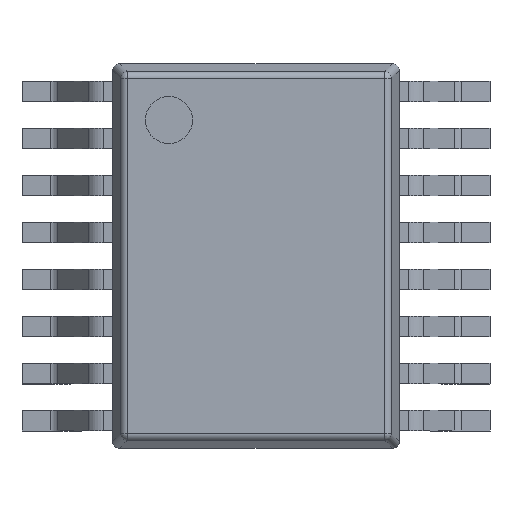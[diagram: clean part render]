
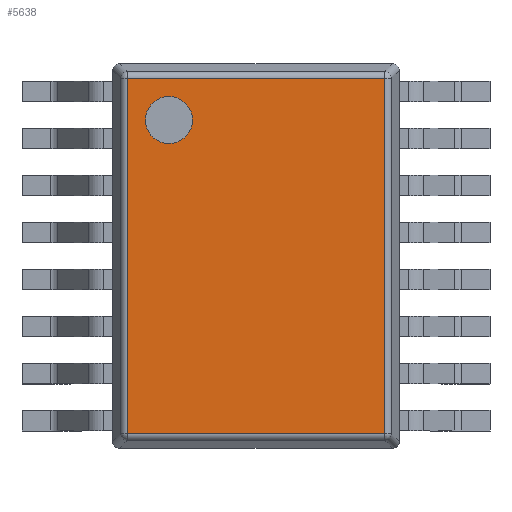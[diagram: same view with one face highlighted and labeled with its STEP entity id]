
A CAD part, top view. The second image highlights one B-rep face of the part: STEP entity #5638.
In plain terms, the highlighted planar face has unit normal (0, 0, 1).
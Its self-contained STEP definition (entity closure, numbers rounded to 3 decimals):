
#15=FACE_BOUND('',#765,.T.);
#194=PLANE('',#6105);
#474=FACE_OUTER_BOUND('',#764,.T.);
#764=EDGE_LOOP('',(#4618,#4619,#4620,#4621));
#765=EDGE_LOOP('',(#4622));
#1320=LINE('',#8997,#1973);
#1322=LINE('',#9005,#1975);
#1324=LINE('',#9015,#1977);
#1326=LINE('',#9024,#1979);
#1973=VECTOR('',#7270,10.);
#1975=VECTOR('',#7278,10.);
#1977=VECTOR('',#7290,10.);
#1979=VECTOR('',#7302,10.);
#2351=CIRCLE('',#6106,0.25);
#2787=VERTEX_POINT('',#8994);
#2788=VERTEX_POINT('',#8996);
#2791=VERTEX_POINT('',#9004);
#2794=VERTEX_POINT('',#9014);
#2823=VERTEX_POINT('',#9099);
#3473=EDGE_CURVE('',#2787,#2788,#1320,.T.);
#3477=EDGE_CURVE('',#2788,#2791,#1322,.T.);
#3482=EDGE_CURVE('',#2791,#2794,#1324,.T.);
#3487=EDGE_CURVE('',#2794,#2787,#1326,.T.);
#3529=EDGE_CURVE('',#2823,#2823,#2351,.T.);
#4618=ORIENTED_EDGE('',*,*,#3473,.F.);
#4619=ORIENTED_EDGE('',*,*,#3487,.F.);
#4620=ORIENTED_EDGE('',*,*,#3482,.F.);
#4621=ORIENTED_EDGE('',*,*,#3477,.F.);
#4622=ORIENTED_EDGE('',*,*,#3529,.T.);
#5638=ADVANCED_FACE('',(#474,#15),#194,.T.);
#6105=AXIS2_PLACEMENT_3D('',#9098,#7365,#7366);
#6106=AXIS2_PLACEMENT_3D('',#9100,#7367,#7368);
#7270=DIRECTION('',(0.,-1.,0.));
#7278=DIRECTION('',(-1.,0.,0.));
#7290=DIRECTION('',(0.,1.,0.));
#7302=DIRECTION('',(1.,0.,0.));
#7365=DIRECTION('center_axis',(0.,0.,1.));
#7366=DIRECTION('ref_axis',(1.,0.,0.));
#7367=DIRECTION('center_axis',(0.,0.,-1.));
#7368=DIRECTION('ref_axis',(-1.,0.,0.));
#8994=CARTESIAN_POINT('',(1.369,1.888,1.1));
#8996=CARTESIAN_POINT('',(1.369,-1.888,1.1));
#8997=CARTESIAN_POINT('',(1.369,0.,1.1));
#9004=CARTESIAN_POINT('',(-1.369,-1.888,1.1));
#9005=CARTESIAN_POINT('',(-1.144,-1.888,1.1));
#9014=CARTESIAN_POINT('',(-1.369,1.888,1.1));
#9015=CARTESIAN_POINT('',(-1.369,0.,1.1));
#9024=CARTESIAN_POINT('',(-1.144,1.888,1.1));
#9098=CARTESIAN_POINT('Origin',(-1.526,0.,1.1));
#9099=CARTESIAN_POINT('',(-0.676,1.445,1.1));
#9100=CARTESIAN_POINT('Origin',(-0.926,1.445,1.1));
